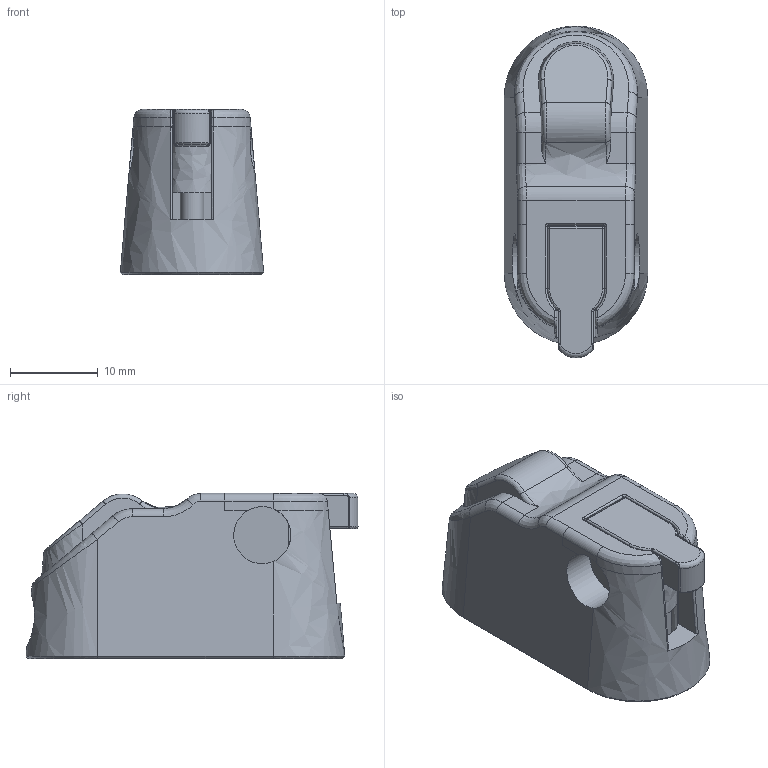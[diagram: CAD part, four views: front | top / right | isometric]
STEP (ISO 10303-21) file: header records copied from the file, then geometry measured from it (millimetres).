
FILE_DESCRIPTION((''),'2;1');
FILE_NAME('kahva.stp','2013-10-27T22:40:51',('User'),('SDRC'), 'I-DEAS Master Series 9','UNIX','Yes');
FILE_SCHEMA(('CONFIG_CONTROL_DESIGN', 'GEOMETRIC_VALIDATION_PROPERTIES_MIM','SHAPE_APPEARANCE_LAYER_MIM'));
Length unit declared in the file: millimetre
Bounding box: 16.32 x 37.79 x 18.8 mm (x, y, z)
Volume: 5131.8 mm3; surface area: 4629.4 mm2
Topology: 1 solids, 1 shells, 204 faces, 516 edges, 307 vertices
Faces by surface type: bspline 204
Entity records: 7464 total; most frequent: CARTESIAN_POINT 4193, ORIENTED_EDGE 1020, EDGE_CURVE 510, B_SPLINE_CURVE_WITH_KNOTS 328, VERTEX_POINT 307, OVER_RIDING_STYLED_ITEM 228, EDGE_LOOP 217, FACE_OUTER_BOUND 204
